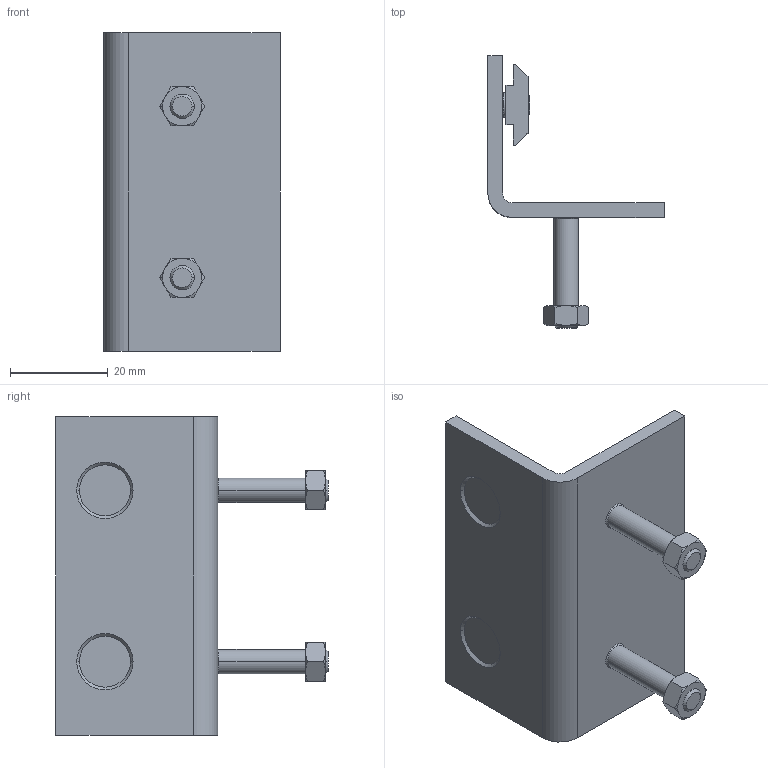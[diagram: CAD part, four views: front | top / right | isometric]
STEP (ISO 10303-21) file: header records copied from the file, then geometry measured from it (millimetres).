
FILE_DESCRIPTION (( 'STEP AP214' ), '1' );
FILE_NAME ('6330016', '2019-02-01T14:36:36', ( '' ), ('JUGARD+KÜNSTNER GmbH'), 'SwSTEP 2.0', 'SolidWorks 2017', '' );
FILE_SCHEMA (( 'AUTOMOTIVE_DESIGN' ));
Length unit declared in the file: millimetre
Products named in the file (1): 6330016_CNAJF00
Bounding box: 36 x 55.55 x 65 mm (x, y, z)
Volume: 14448.6 mm3; surface area: 10897.3 mm2
Topology: 1 solids, 1 shells, 122 faces, 272 edges, 168 vertices
Faces by surface type: plane 56, cone 52, cylinder 14
Entity records: 3628 total; most frequent: CARTESIAN_POINT 707, DIRECTION 562, ORIENTED_EDGE 544, EDGE_CURVE 272, AXIS2_PLACEMENT_3D 215, VERTEX_POINT 168, EDGE_LOOP 138, LINE 132
